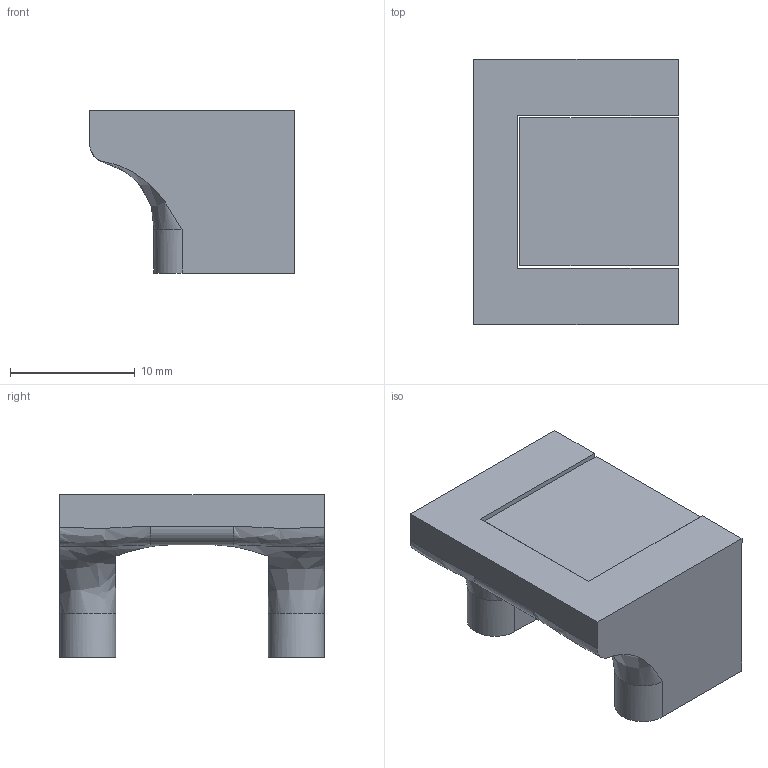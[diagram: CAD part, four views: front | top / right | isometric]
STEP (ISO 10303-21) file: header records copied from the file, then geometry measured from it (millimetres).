
FILE_DESCRIPTION(/* description */ (''),/* implementation_level */ '2;1');
FILE_NAME(/* name */ 'ProbeMount.step',/* time_stamp */ '2024-06-29T23:31:38-04:00',/* author */ (''),/* organization */ (''),/* preprocessor_version */ 'ST-DEVELOPER v20',/* originating_system */ 'Autodesk Translation Framework v13.14.0.145',/* authorisation */ '');
FILE_SCHEMA (('AUTOMOTIVE_DESIGN { 1 0 10303 214 3 1 1 }'));
Length unit declared in the file: millimetre
Products named in the file (1): ProbeMount
Bounding box: 16.4 x 21.25 x 13 mm (x, y, z)
Volume: 2091.1 mm3; surface area: 2058.7 mm2
Topology: 2 solids, 2 shells, 43 faces, 93 edges, 62 vertices
Faces by surface type: plane 26, bspline 6, cone 6, cylinder 5
Full cylindrical faces by diameter (mm): 2.3 x2
Entity records: 1545 total; most frequent: CARTESIAN_POINT 607, ORIENTED_EDGE 186, DIRECTION 167, EDGE_CURVE 93, VERTEX_POINT 62, AXIS2_PLACEMENT_3D 58, EDGE_LOOP 51, LINE 51
